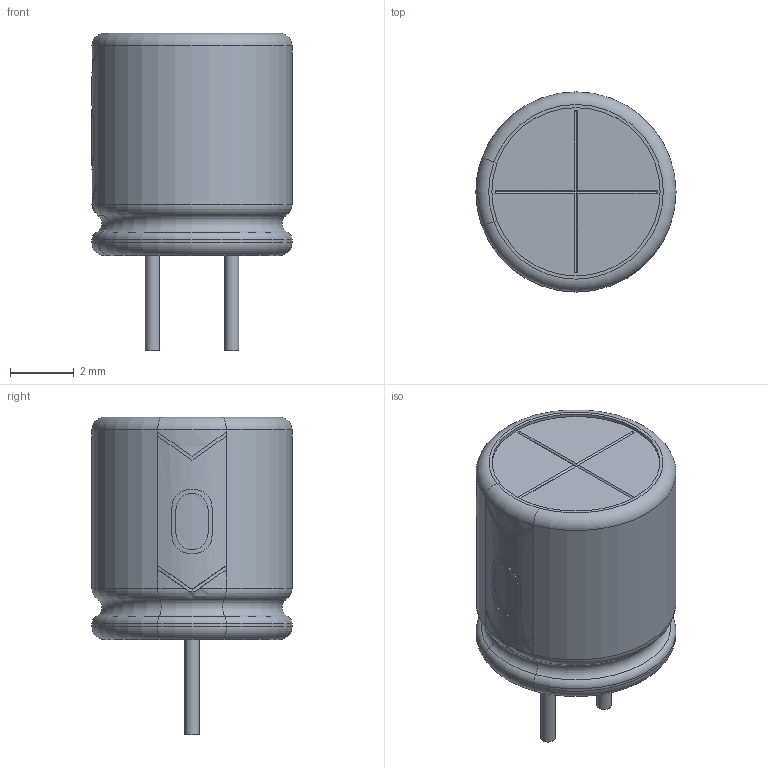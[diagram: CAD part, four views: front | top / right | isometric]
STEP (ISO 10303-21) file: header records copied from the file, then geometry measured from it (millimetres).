
FILE_DESCRIPTION(('STEP AP214'), '1');
FILE_NAME('El_Cap_VT', '', ('UNSPECIFIED'), ('UNSPECIFIED'), 'ASCON STEP Converter 1.6', 'ASCON Math Kernel', '');
FILE_SCHEMA(('AUTOMOTIVE_DESIGN { 1 0 10303 214 3 1 1}'));
Length unit declared in the file: millimetre
Bounding box: 6.3 x 6.3 x 10 mm (x, y, z)
Volume: 210.3 mm3; surface area: 209.7 mm2
Topology: 1 solids, 1 shells, 81 faces, 222 edges, 148 vertices
Faces by surface type: plane 47, cylinder 23, torus 11
Full cylindrical faces by diameter (mm): 0.45 x2, 5.04 x1, 5.3 x1
Entity records: 3451 total; most frequent: CARTESIAN_POINT 768, ORIENTED_EDGE 436, DIRECTION 397, EDGE_CURVE 218, VERTEX_POINT 148, AXIS2_PLACEMENT_3D 141, LINE 115, VECTOR 115
